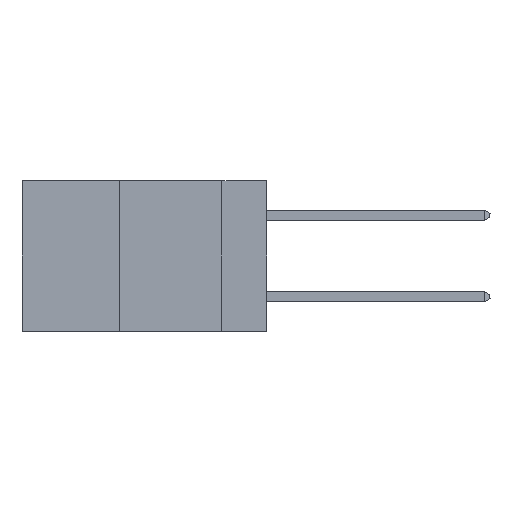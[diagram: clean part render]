
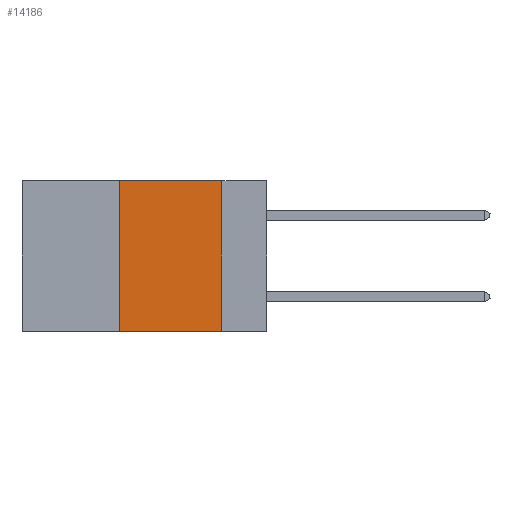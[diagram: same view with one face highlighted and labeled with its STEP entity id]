
A CAD part, left-side view. The second image highlights one B-rep face of the part: STEP entity #14186.
In plain terms, the highlighted planar face has unit normal (-1, 0, 0).
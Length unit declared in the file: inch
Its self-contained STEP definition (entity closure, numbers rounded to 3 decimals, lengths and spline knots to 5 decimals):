
#3 = CARTESIAN_POINT ( 'NONE',  ( 0., 0.11, -0.37 ) ) ;
#914 = EDGE_CURVE ( 'NONE', #15386, #1793, #33390, .T. ) ;
#1157 = DIRECTION ( 'NONE',  ( 0., -1., 0. ) ) ;
#1793 = VERTEX_POINT ( 'NONE', #3 ) ;
#1847 = PLANE ( 'NONE',  #20760 ) ;
#1851 = DIRECTION ( 'NONE',  ( 0., -1., 0. ) ) ;
#1863 = EDGE_CURVE ( 'NONE', #9891, #1793, #33285, .T. ) ;
#3723 = LINE ( 'NONE', #27784, #6573 ) ;
#4746 = DIRECTION ( 'NONE',  ( 0., 0., -1. ) ) ;
#6573 = VECTOR ( 'NONE', #37229, 39.37008 ) ;
#7257 = CARTESIAN_POINT ( 'NONE',  ( 0., 0.36, -0.37 ) ) ;
#7335 = CARTESIAN_POINT ( 'NONE',  ( 0., 0.11, 0. ) ) ;
#9471 = VECTOR ( 'NONE', #1157, 39.37008 ) ;
#9891 = VERTEX_POINT ( 'NONE', #7335 ) ;
#10656 = ORIENTED_EDGE ( 'NONE', *, *, #36332, .F. ) ;
#11072 = CARTESIAN_POINT ( 'NONE',  ( 0., 0.6, 0. ) ) ;
#11601 = ORIENTED_EDGE ( 'NONE', *, *, #37869, .F. ) ;
#11868 = CARTESIAN_POINT ( 'NONE',  ( 0., 0.36, 0. ) ) ;
#14186 = ADVANCED_FACE ( 'NONE', ( #17760 ), #1847, .F. ) ;
#15386 = VERTEX_POINT ( 'NONE', #7257 ) ;
#17760 = FACE_OUTER_BOUND ( 'NONE', #18262, .T. ) ;
#18262 = EDGE_LOOP ( 'NONE', ( #36986, #11601, #10656, #29026 ) ) ;
#18671 = LINE ( 'NONE', #38186, #32746 ) ;
#20760 = AXIS2_PLACEMENT_3D ( 'NONE', #11072, #22699, #4746 ) ;
#22031 = VECTOR ( 'NONE', #27010, 39.37008 ) ;
#22699 = DIRECTION ( 'NONE',  ( 1., 0., 0. ) ) ;
#23367 = VERTEX_POINT ( 'NONE', #11868 ) ;
#27010 = DIRECTION ( 'NONE',  ( 0., 0., -1. ) ) ;
#27784 = CARTESIAN_POINT ( 'NONE',  ( 0., 0.36, 0. ) ) ;
#29026 = ORIENTED_EDGE ( 'NONE', *, *, #914, .T. ) ;
#32746 = VECTOR ( 'NONE', #1851, 39.37008 ) ;
#33285 = LINE ( 'NONE', #38833, #22031 ) ;
#33390 = LINE ( 'NONE', #34086, #9471 ) ;
#34086 = CARTESIAN_POINT ( 'NONE',  ( 0., 0.6, -0.37 ) ) ;
#36332 = EDGE_CURVE ( 'NONE', #15386, #23367, #3723, .T. ) ;
#36986 = ORIENTED_EDGE ( 'NONE', *, *, #1863, .F. ) ;
#37229 = DIRECTION ( 'NONE',  ( 0., 0., 1. ) ) ;
#37869 = EDGE_CURVE ( 'NONE', #23367, #9891, #18671, .T. ) ;
#38186 = CARTESIAN_POINT ( 'NONE',  ( 0., 0.6, 0. ) ) ;
#38833 = CARTESIAN_POINT ( 'NONE',  ( 0., 0.11, 0. ) ) ;
